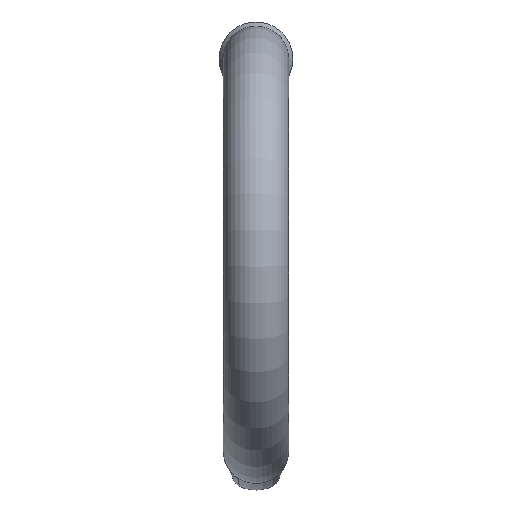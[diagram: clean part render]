
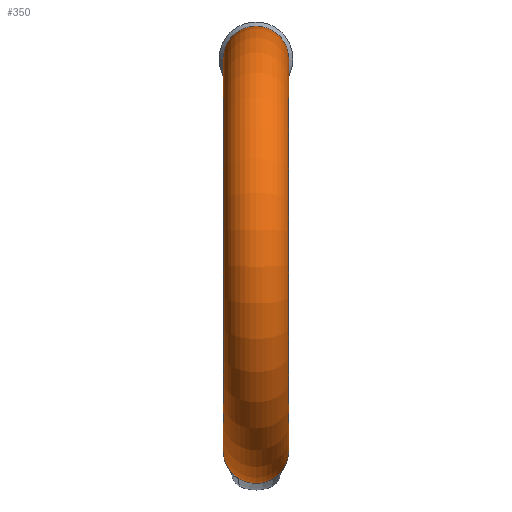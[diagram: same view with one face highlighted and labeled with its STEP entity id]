
A CAD part, top view. The second image highlights one B-rep face of the part: STEP entity #350.
In plain terms, the highlighted toroidal (fillet/blend) face has major radius 57 mm and minor radius 9.5 mm.
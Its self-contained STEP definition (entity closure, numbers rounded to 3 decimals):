
#112=TOROIDAL_SURFACE('',#3437,57.,9.5);
#315=CIRCLE('',#3422,9.5);
#317=CIRCLE('',#3430,9.5);
#350=ADVANCED_FACE('',(#943,#944),#112,.T.);
#943=FACE_BOUND('',#991,.T.);
#944=FACE_BOUND('',#992,.T.);
#991=EDGE_LOOP('',(#1355));
#992=EDGE_LOOP('',(#1356));
#1355=ORIENTED_EDGE('',*,*,#2619,.T.);
#1356=ORIENTED_EDGE('',*,*,#2583,.F.);
#2269=VERTEX_POINT('',#4696);
#2299=VERTEX_POINT('',#6036);
#2583=EDGE_CURVE('',#2269,#2269,#315,.T.);
#2619=EDGE_CURVE('',#2299,#2299,#317,.T.);
#3422=AXIS2_PLACEMENT_3D('',#4695,#3666,#3667);
#3430=AXIS2_PLACEMENT_3D('',#6035,#3682,#3683);
#3437=AXIS2_PLACEMENT_3D('',#6046,#3696,#3697);
#3666=DIRECTION('',(0.,0.,-1.));
#3667=DIRECTION('',(0.,1.,0.));
#3682=DIRECTION('',(0.,0.,1.));
#3683=DIRECTION('',(0.,1.,0.));
#3696=DIRECTION('',(1.,0.,0.));
#3697=DIRECTION('',(0.,0.,-1.));
#4695=CARTESIAN_POINT('',(0.,-57.,32.5));
#4696=CARTESIAN_POINT('',(0.,-47.5,32.5));
#6035=CARTESIAN_POINT('',(0.,57.,32.5));
#6036=CARTESIAN_POINT('',(0.,66.5,32.5));
#6046=CARTESIAN_POINT('',(0.,0.,32.5));
